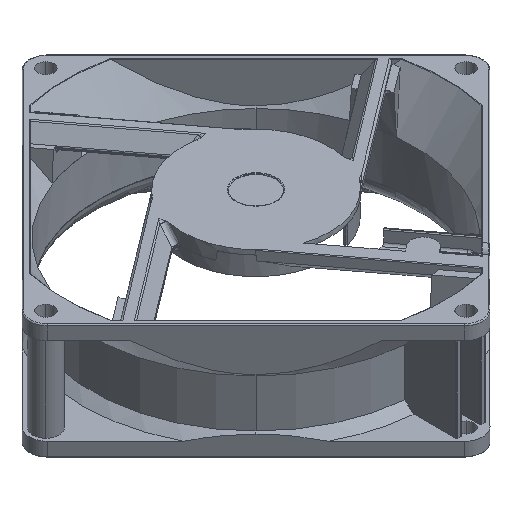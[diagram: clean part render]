
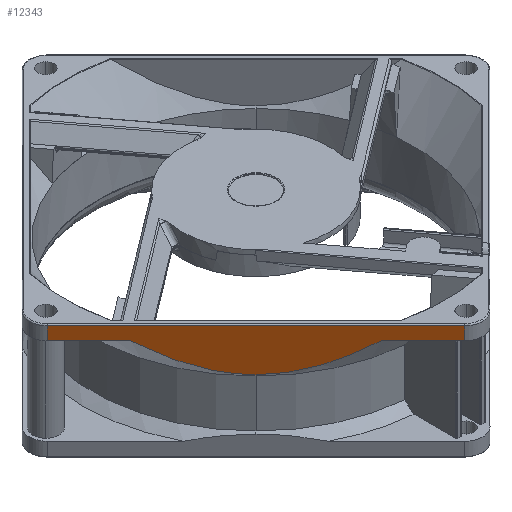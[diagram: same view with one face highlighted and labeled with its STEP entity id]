
A CAD part, isometric view. The second image highlights one B-rep face of the part: STEP entity #12343.
In plain terms, the highlighted planar face has unit normal (-0.707, -0.707, 0).
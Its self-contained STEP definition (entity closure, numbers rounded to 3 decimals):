
#80 = CARTESIAN_POINT ( 'NONE',  ( 43.04, -18.586, 1.27 ) ) ;
#175 = CARTESIAN_POINT ( 'NONE',  ( 43.04, -18.586, -1.13 ) ) ;
#316 = LINE ( 'NONE', #11087, #20205 ) ;
#452 = CARTESIAN_POINT ( 'NONE',  ( -3.339, 27.794, -1.13 ) ) ;
#613 = CARTESIAN_POINT ( 'NONE',  ( 28.275, -3.82, -3.928 ) ) ;
#859 = CARTESIAN_POINT ( 'NONE',  ( 22.35, 2.104, -7.347 ) ) ;
#937 = VERTEX_POINT ( 'NONE', #4685 ) ;
#1809 = CARTESIAN_POINT ( 'NONE',  ( -14.943, 39.397, -1.13 ) ) ;
#2074 = VERTEX_POINT ( 'NONE', #7036 ) ;
#2203 = DIRECTION ( 'NONE',  ( 0.707, -0.707, 0. ) ) ;
#2266 = VERTEX_POINT ( 'NONE', #175 ) ;
#2323 = CARTESIAN_POINT ( 'NONE',  ( 43.04, -18.586, 24.372 ) ) ;
#2641 = AXIS2_PLACEMENT_3D ( 'NONE', #2323, #16271, #22331 ) ;
#2694 = CARTESIAN_POINT ( 'NONE',  ( 5.621, 18.833, -7.29 ) ) ;
#2774 = CARTESIAN_POINT ( 'NONE',  ( 25.304, -0.849, -5.974 ) ) ;
#2828 = CARTESIAN_POINT ( 'NONE',  ( 43.04, -18.586, 2.47 ) ) ;
#2855 = CARTESIAN_POINT ( 'NONE',  ( 22.437, 2.017, -7.307 ) ) ;
#4014 = CARTESIAN_POINT ( 'NONE',  ( 0.552, 23.902, -4.347 ) ) ;
#4024 = EDGE_CURVE ( 'NONE', #937, #22457, #4916, .T. ) ;
#4555 = EDGE_CURVE ( 'NONE', #22457, #12774, #15025, .T. ) ;
#4590 = CARTESIAN_POINT ( 'NONE',  ( 16.835, 7.619, -9.088 ) ) ;
#4685 = CARTESIAN_POINT ( 'NONE',  ( -3.339, 27.794, -1.13 ) ) ;
#4840 = CARTESIAN_POINT ( 'NONE',  ( 17.975, 6.479, -8.864 ) ) ;
#4855 = ORIENTED_EDGE ( 'NONE', *, *, #16882, .F. ) ;
#4916 = B_SPLINE_CURVE_WITH_KNOTS ( 'NONE', 3,
 ( #452, #8025, #4014, #17931, #10045, #18677, #12605, #14730, #2694, #24453, #10787, #22705, #20684 ),
 .UNSPECIFIED., .F., .F.,
 ( 4, 1, 1, 1, 1, 1, 2, 2, 4 ),
 ( 0., 0.25, 0.375, 0.438, 0.469, 0.484, 0.492, 0.5, 1. ),
 .UNSPECIFIED. ) ;
#5197 = VERTEX_POINT ( 'NONE', #2828 ) ;
#5711 = ORIENTED_EDGE ( 'NONE', *, *, #4555, .T. ) ;
#6142 = CARTESIAN_POINT ( 'NONE',  ( 43.04, -18.586, 2.47 ) ) ;
#6511 = CARTESIAN_POINT ( 'NONE',  ( 21.15, 3.304, -7.868 ) ) ;
#6598 = CARTESIAN_POINT ( 'NONE',  ( 17.915, 6.54, -8.877 ) ) ;
#6885 = CARTESIAN_POINT ( 'NONE',  ( 43.04, -18.586, 2.47 ) ) ;
#7036 = CARTESIAN_POINT ( 'NONE',  ( -14.943, 39.397, 2.47 ) ) ;
#7263 = LINE ( 'NONE', #23532, #13842 ) ;
#8025 = CARTESIAN_POINT ( 'NONE',  ( -1.762, 26.216, -2.525 ) ) ;
#8071 = CARTESIAN_POINT ( 'NONE',  ( -14.943, 39.397, 2.47 ) ) ;
#8696 = CARTESIAN_POINT ( 'NONE',  ( 14.703, 9.751, -9.306 ) ) ;
#8787 = CARTESIAN_POINT ( 'NONE',  ( 15.686, 8.769, -9.251 ) ) ;
#9399 = ORIENTED_EDGE ( 'NONE', *, *, #4024, .T. ) ;
#9801 = FACE_OUTER_BOUND ( 'NONE', #23702, .T. ) ;
#10045 = CARTESIAN_POINT ( 'NONE',  ( 4.444, 20.011, -6.705 ) ) ;
#10065 = CARTESIAN_POINT ( 'NONE',  ( 14.049, 10.406, -9.306 ) ) ;
#10613 = CARTESIAN_POINT ( 'NONE',  ( 17.843, 6.612, -8.893 ) ) ;
#10693 = CARTESIAN_POINT ( 'NONE',  ( 22.519, 1.936, -7.269 ) ) ;
#10736 = CARTESIAN_POINT ( 'NONE',  ( 23.713, 0.742, 2.47 ) ) ;
#10787 = CARTESIAN_POINT ( 'NONE',  ( 8.531, 15.923, -8.648 ) ) ;
#11087 = CARTESIAN_POINT ( 'NONE',  ( 43.04, -18.586, -1.13 ) ) ;
#11754 = EDGE_CURVE ( 'NONE', #12774, #2266, #7263, .T. ) ;
#12311 = CARTESIAN_POINT ( 'NONE',  ( -14.943, 39.397, 1.27 ) ) ;
#12315 = ORIENTED_EDGE ( 'NONE', *, *, #15409, .F. ) ;
#12343 = ADVANCED_FACE ( 'NONE', ( #9801 ), #20227, .T. ) ;
#12605 = CARTESIAN_POINT ( 'NONE',  ( 5.396, 19.059, -7.183 ) ) ;
#12680 = CARTESIAN_POINT ( 'NONE',  ( 21.833, 2.621, -7.579 ) ) ;
#12774 = VERTEX_POINT ( 'NONE', #18244 ) ;
#13839 = B_SPLINE_CURVE_WITH_KNOTS ( 'NONE', 3,
 ( #16664, #14671, #10736, #6885 ),
 .UNSPECIFIED., .F., .F.,
 ( 4, 4 ),
 ( 0., 1. ),
 .UNSPECIFIED. ) ;
#13842 = VECTOR ( 'NONE', #2203, 1000. ) ;
#14087 = CARTESIAN_POINT ( 'NONE',  ( 43.04, -18.586, -1.13 ) ) ;
#14633 = CARTESIAN_POINT ( 'NONE',  ( 17.966, 6.488, -8.866 ) ) ;
#14671 = CARTESIAN_POINT ( 'NONE',  ( 4.385, 20.069, 2.47 ) ) ;
#14672 = VERTEX_POINT ( 'NONE', #25402 ) ;
#14717 = CARTESIAN_POINT ( 'NONE',  ( 22.512, 1.943, -7.273 ) ) ;
#14730 = CARTESIAN_POINT ( 'NONE',  ( 5.531, 18.924, -7.247 ) ) ;
#14738 = B_SPLINE_CURVE_WITH_KNOTS ( 'NONE', 3,
 ( #1809, #23998, #12311, #8071 ),
 .UNSPECIFIED., .F., .F.,
 ( 4, 4 ),
 ( 0., 1. ),
 .UNSPECIFIED. ) ;
#14802 = CARTESIAN_POINT ( 'NONE',  ( 17.946, 6.509, -8.87 ) ) ;
#15025 = B_SPLINE_CURVE_WITH_KNOTS ( 'NONE', 3,
 ( #22696, #8696, #8787, #4590, #18494, #24363, #10613, #6598, #14802, #14633, #4840, #20334, #22441, #6511, #12680, #22517, #859, #2855, #24694, #20499, #14717, #10693, #2774, #613, #16794 ),
 .UNSPECIFIED., .F., .F.,
 ( 4, 1, 1, 1, 1, 1, 1, 2, 2, 1, 1, 1, 1, 1, 1, 1, 2, 2, 4 ),
 ( 0., 0.125, 0.187, 0.219, 0.234, 0.242, 0.246, 0.248, 0.25, 0.375, 0.437, 0.469, 0.484, 0.492, 0.496, 0.498, 0.499, 0.5, 1. ),
 .UNSPECIFIED. ) ;
#15404 = ORIENTED_EDGE ( 'NONE', *, *, #20040, .T. ) ;
#15409 = EDGE_CURVE ( 'NONE', #2074, #5197, #13839, .T. ) ;
#15661 = DIRECTION ( 'NONE',  ( 0.707, -0.707, 0. ) ) ;
#16271 = DIRECTION ( 'NONE',  ( -0.707, -0.707, 0. ) ) ;
#16664 = CARTESIAN_POINT ( 'NONE',  ( -14.943, 39.397, 2.47 ) ) ;
#16794 = CARTESIAN_POINT ( 'NONE',  ( 31.437, -6.982, -1.13 ) ) ;
#16882 = EDGE_CURVE ( 'NONE', #14672, #2074, #14738, .T. ) ;
#17897 = CARTESIAN_POINT ( 'NONE',  ( 43.04, -18.586, 0.07 ) ) ;
#17931 = CARTESIAN_POINT ( 'NONE',  ( 3.162, 21.293, -5.998 ) ) ;
#18244 = CARTESIAN_POINT ( 'NONE',  ( 31.437, -6.982, -1.13 ) ) ;
#18494 = CARTESIAN_POINT ( 'NONE',  ( 17.411, 7.044, -8.983 ) ) ;
#18677 = CARTESIAN_POINT ( 'NONE',  ( 5.079, 19.375, -7.028 ) ) ;
#20040 = EDGE_CURVE ( 'NONE', #2266, #5197, #23911, .T. ) ;
#20205 = VECTOR ( 'NONE', #15661, 1000. ) ;
#20227 = PLANE ( 'NONE',  #2641 ) ;
#20334 = CARTESIAN_POINT ( 'NONE',  ( 18.705, 5.75, -8.699 ) ) ;
#20499 = CARTESIAN_POINT ( 'NONE',  ( 22.499, 1.955, -7.278 ) ) ;
#20684 = CARTESIAN_POINT ( 'NONE',  ( 14.049, 10.406, -9.306 ) ) ;
#21036 = EDGE_CURVE ( 'NONE', #14672, #937, #316, .T. ) ;
#21570 = ORIENTED_EDGE ( 'NONE', *, *, #21036, .T. ) ;
#22075 = ORIENTED_EDGE ( 'NONE', *, *, #11754, .T. ) ;
#22331 = DIRECTION ( 'NONE',  ( -0.707, 0.707, 0. ) ) ;
#22441 = CARTESIAN_POINT ( 'NONE',  ( 19.81, 4.644, -8.379 ) ) ;
#22457 = VERTEX_POINT ( 'NONE', #10065 ) ;
#22517 = CARTESIAN_POINT ( 'NONE',  ( 22.177, 2.277, -7.426 ) ) ;
#22696 = CARTESIAN_POINT ( 'NONE',  ( 14.049, 10.406, -9.306 ) ) ;
#22705 = CARTESIAN_POINT ( 'NONE',  ( 11.31, 13.144, -9.306 ) ) ;
#23532 = CARTESIAN_POINT ( 'NONE',  ( 43.04, -18.586, -1.13 ) ) ;
#23702 = EDGE_LOOP ( 'NONE', ( #21570, #9399, #5711, #22075, #15404, #12315, #4855 ) ) ;
#23911 = B_SPLINE_CURVE_WITH_KNOTS ( 'NONE', 3,
 ( #14087, #17897, #80, #6142 ),
 .UNSPECIFIED., .F., .F.,
 ( 4, 4 ),
 ( 0., 1. ),
 .UNSPECIFIED. ) ;
#23998 = CARTESIAN_POINT ( 'NONE',  ( -14.943, 39.397, 0.07 ) ) ;
#24363 = CARTESIAN_POINT ( 'NONE',  ( 17.699, 6.756, -8.924 ) ) ;
#24453 = CARTESIAN_POINT ( 'NONE',  ( 5.667, 18.787, -7.312 ) ) ;
#24694 = CARTESIAN_POINT ( 'NONE',  ( 22.481, 1.974, -7.287 ) ) ;
#25402 = CARTESIAN_POINT ( 'NONE',  ( -14.943, 39.397, -1.13 ) ) ;
